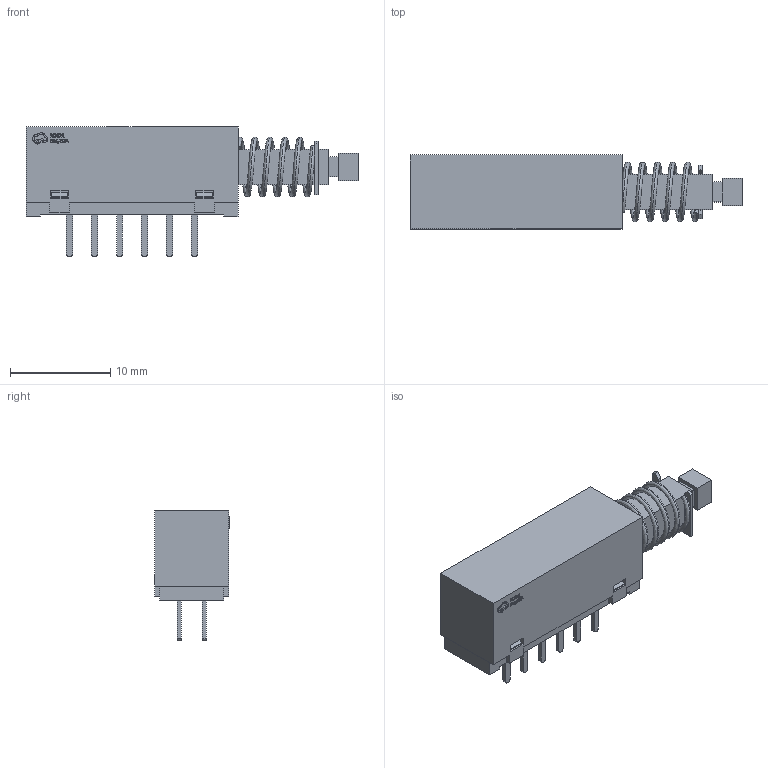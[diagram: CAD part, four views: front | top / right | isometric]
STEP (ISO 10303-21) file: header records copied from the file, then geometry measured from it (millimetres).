
FILE_DESCRIPTION (( 'STEP AP214' ), '1' );
FILE_NAME ('SW-TH_PBS-42D02.STEP', '2023-08-20T07:24:37', ( '' ), ( '' ), 'SwSTEP 2.0', 'SolidWorks 2020', '' );
FILE_SCHEMA (( 'AUTOMOTIVE_DESIGN' ));
Length unit declared in the file: millimetre
Products named in the file (1): SW-TH_PBS-42D02
Bounding box: 33.2 x 7.41 x 13 mm (x, y, z)
Volume: 1507.7 mm3; surface area: 1552.4 mm2
Topology: 2 solids, 2 shells, 399 faces, 1051 edges, 700 vertices
Faces by surface type: plane 275, bspline 100, cylinder 24
Entity records: 18467 total; most frequent: CARTESIAN_POINT 4797, ORIENTED_EDGE 2102, DIRECTION 1499, EDGE_CURVE 1051, LINE 795, VECTOR 795, VERTEX_POINT 700, EDGE_LOOP 443
